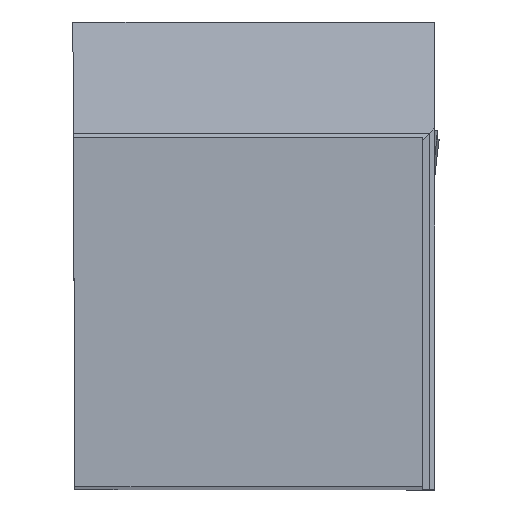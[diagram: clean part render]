
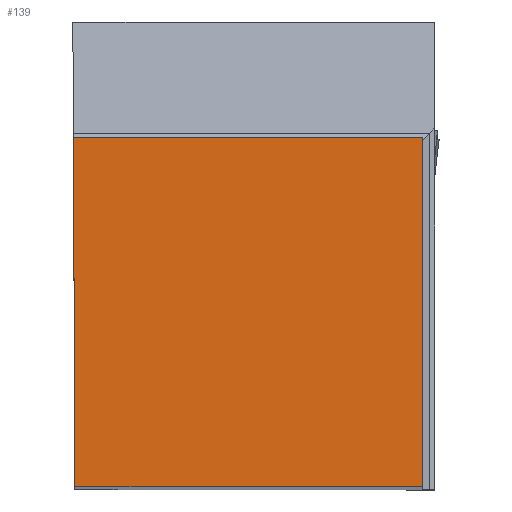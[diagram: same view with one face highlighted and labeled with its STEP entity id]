
A CAD part, top view. The second image highlights one B-rep face of the part: STEP entity #139.
In plain terms, the highlighted planar face has unit normal (0, 0, 1).
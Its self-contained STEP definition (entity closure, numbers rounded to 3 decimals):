
#139=ADVANCED_FACE('BLANK_BOXF006',(#229),#181,.F.);
#181=PLANE('',#1180);
#229=FACE_OUTER_BOUND('',#280,.T.);
#280=EDGE_LOOP('',(#518,#519,#520,#521));
#518=ORIENTED_EDGE('',*,*,#811,.T.);
#519=ORIENTED_EDGE('',*,*,#812,.T.);
#520=ORIENTED_EDGE('',*,*,#813,.T.);
#521=ORIENTED_EDGE('',*,*,#772,.T.);
#657=VERTEX_POINT('',#1703);
#658=VERTEX_POINT('',#1705);
#688=VERTEX_POINT('',#1779);
#689=VERTEX_POINT('',#1781);
#772=EDGE_CURVE('',#658,#657,#891,.T.);
#811=EDGE_CURVE('',#657,#688,#924,.T.);
#812=EDGE_CURVE('',#688,#689,#925,.T.);
#813=EDGE_CURVE('',#689,#658,#926,.T.);
#891=LINE('',#1704,#1004);
#924=LINE('',#1778,#1037);
#925=LINE('',#1780,#1038);
#926=LINE('',#1782,#1039);
#1004=VECTOR('',#1361,1.);
#1037=VECTOR('',#1416,1.);
#1038=VECTOR('',#1417,1.);
#1039=VECTOR('',#1418,1.);
#1180=AXIS2_PLACEMENT_3D('',#1783,#1419,#1420);
#1361=DIRECTION('',(1.,0.,0.));
#1416=DIRECTION('',(0.,1.,0.));
#1417=DIRECTION('',(-1.,0.,0.));
#1418=DIRECTION('',(0.004,-1.,0.));
#1419=DIRECTION('',(0.,0.,-1.));
#1420=DIRECTION('',(0.,-1.,0.));
#1703=CARTESIAN_POINT('',(24.875,0.,0.));
#1704=CARTESIAN_POINT('',(-150.85,0.,0.));
#1705=CARTESIAN_POINT('',(0.109,0.,0.));
#1778=CARTESIAN_POINT('',(24.875,-150.85,0.));
#1779=CARTESIAN_POINT('',(24.875,24.875,0.));
#1780=CARTESIAN_POINT('',(150.85,24.875,0.));
#1781=CARTESIAN_POINT('',(0.,24.875,0.));
#1782=CARTESIAN_POINT('',(-0.55,150.849,0.));
#1783=CARTESIAN_POINT('',(25.75,-5.,0.));
